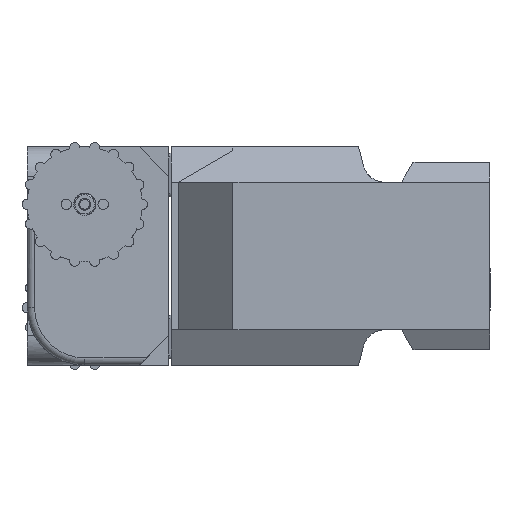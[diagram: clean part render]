
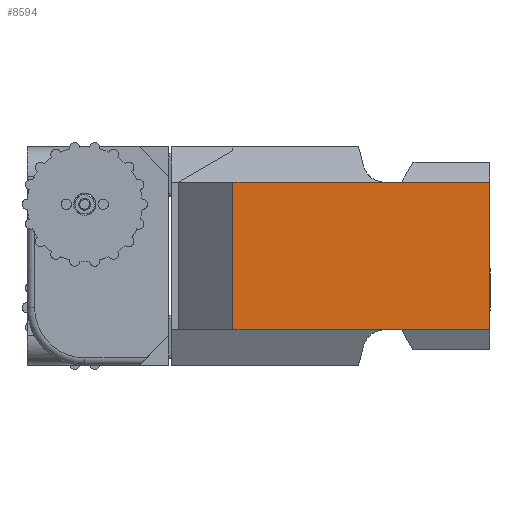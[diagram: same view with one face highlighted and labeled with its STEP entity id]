
A CAD part, left-side view. The second image highlights one B-rep face of the part: STEP entity #8594.
In plain terms, the highlighted planar face has unit normal (-1, 0, 0).
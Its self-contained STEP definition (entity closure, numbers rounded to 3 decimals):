
#179 = DIRECTION ( 'NONE',  ( -1., 0., 0. ) ) ;
#7307 = VERTEX_POINT ( 'NONE', #103023 ) ;
#8594 = ADVANCED_FACE ( 'NONE', ( #178193 ), #93370, .T. ) ;
#10761 = EDGE_CURVE ( 'NONE', #41394, #7307, #174745, .T. ) ;
#12266 = CARTESIAN_POINT ( 'NONE',  ( -137.5, 174., 50. ) ) ;
#12758 = ORIENTED_EDGE ( 'NONE', *, *, #152962, .F. ) ;
#20940 = LINE ( 'NONE', #181276, #98864 ) ;
#41023 = CARTESIAN_POINT ( 'NONE',  ( -137.5, 174., 50. ) ) ;
#41394 = VERTEX_POINT ( 'NONE', #41023 ) ;
#54000 = LINE ( 'NONE', #188001, #178108 ) ;
#55519 = VECTOR ( 'NONE', #72883, 1000. ) ;
#62932 = LINE ( 'NONE', #66414, #104361 ) ;
#66414 = CARTESIAN_POINT ( 'NONE',  ( -137.5, 174., -50. ) ) ;
#68757 = ORIENTED_EDGE ( 'NONE', *, *, #120386, .T. ) ;
#72883 = DIRECTION ( 'NONE',  ( 0., -1., 0. ) ) ;
#73206 = DIRECTION ( 'NONE',  ( 0., 0., 1. ) ) ;
#93370 = PLANE ( 'NONE',  #130521 ) ;
#98864 = VECTOR ( 'NONE', #73206, 1000. ) ;
#103023 = CARTESIAN_POINT ( 'NONE',  ( -137.5, 0., 50. ) ) ;
#104361 = VECTOR ( 'NONE', #175117, 1000. ) ;
#109105 = DIRECTION ( 'NONE',  ( 0., 0., 1. ) ) ;
#110194 = VERTEX_POINT ( 'NONE', #116440 ) ;
#116440 = CARTESIAN_POINT ( 'NONE',  ( -137.5, 0., -50. ) ) ;
#120386 = EDGE_CURVE ( 'NONE', #157755, #110194, #62932, .T. ) ;
#123564 = DIRECTION ( 'NONE',  ( 0., 0., 1. ) ) ;
#130521 = AXIS2_PLACEMENT_3D ( 'NONE', #185822, #179, #109105 ) ;
#133267 = EDGE_LOOP ( 'NONE', ( #144098, #195140, #12758, #68757 ) ) ;
#144098 = ORIENTED_EDGE ( 'NONE', *, *, #185965, .T. ) ;
#152962 = EDGE_CURVE ( 'NONE', #157755, #41394, #20940, .T. ) ;
#157755 = VERTEX_POINT ( 'NONE', #197897 ) ;
#174745 = LINE ( 'NONE', #12266, #55519 ) ;
#175117 = DIRECTION ( 'NONE',  ( 0., -1., 0. ) ) ;
#178108 = VECTOR ( 'NONE', #123564, 1000. ) ;
#178193 = FACE_OUTER_BOUND ( 'NONE', #133267, .T. ) ;
#181276 = CARTESIAN_POINT ( 'NONE',  ( -137.5, 174., -50. ) ) ;
#185822 = CARTESIAN_POINT ( 'NONE',  ( -137.5, 174., -50. ) ) ;
#185965 = EDGE_CURVE ( 'NONE', #110194, #7307, #54000, .T. ) ;
#188001 = CARTESIAN_POINT ( 'NONE',  ( -137.5, 0., -50. ) ) ;
#195140 = ORIENTED_EDGE ( 'NONE', *, *, #10761, .F. ) ;
#197897 = CARTESIAN_POINT ( 'NONE',  ( -137.5, 174., -50. ) ) ;
